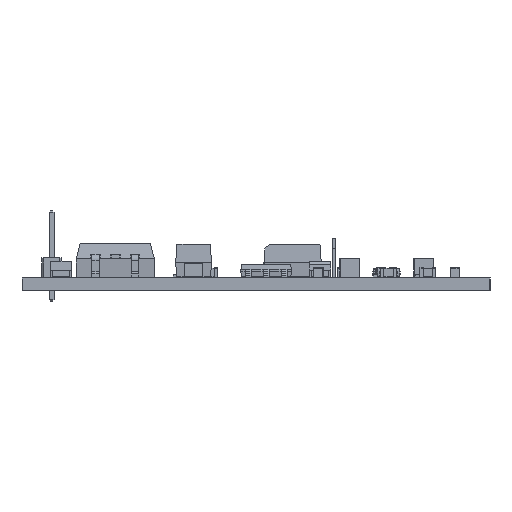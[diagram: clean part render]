
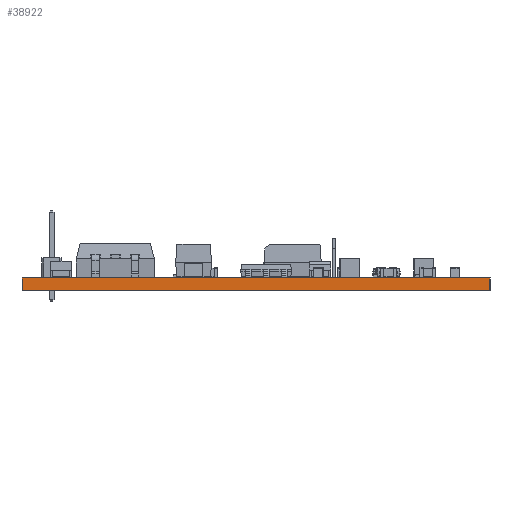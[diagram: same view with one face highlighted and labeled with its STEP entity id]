
A CAD part, left-side view. The second image highlights one B-rep face of the part: STEP entity #38922.
In plain terms, the highlighted planar face has unit normal (-1, 0, 0).
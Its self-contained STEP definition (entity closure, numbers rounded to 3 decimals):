
#38922 = ADVANCED_FACE('',(#38923),#38937,.T.);
#38923 = FACE_BOUND('',#38924,.T.);
#38924 = EDGE_LOOP('',(#38925,#38960,#38988,#39016));
#38925 = ORIENTED_EDGE('',*,*,#38926,.T.);
#38926 = EDGE_CURVE('',#38927,#38929,#38931,.T.);
#38927 = VERTEX_POINT('',#38928);
#38928 = CARTESIAN_POINT('',(0.,0.,0.));
#38929 = VERTEX_POINT('',#38930);
#38930 = CARTESIAN_POINT('',(0.,0.,1.55));
#38931 = SURFACE_CURVE('',#38932,(#38936,#38948),.PCURVE_S1.);
#38932 = LINE('',#38933,#38934);
#38933 = CARTESIAN_POINT('',(0.,0.,0.));
#38934 = VECTOR('',#38935,1.);
#38935 = DIRECTION('',(0.,0.,1.));
#38936 = PCURVE('',#38937,#38942);
#38937 = PLANE('',#38938);
#38938 = AXIS2_PLACEMENT_3D('',#38939,#38940,#38941);
#38939 = CARTESIAN_POINT('',(0.,0.,0.));
#38940 = DIRECTION('',(-1.,0.,0.));
#38941 = DIRECTION('',(0.,1.,0.));
#38942 = DEFINITIONAL_REPRESENTATION('',(#38943),#38947);
#38943 = LINE('',#38944,#38945);
#38944 = CARTESIAN_POINT('',(0.,0.));
#38945 = VECTOR('',#38946,1.);
#38946 = DIRECTION('',(0.,-1.));
#38947 = ( GEOMETRIC_REPRESENTATION_CONTEXT(2) 
PARAMETRIC_REPRESENTATION_CONTEXT() REPRESENTATION_CONTEXT('2D SPACE',''
  ) );
#38948 = PCURVE('',#38949,#38954);
#38949 = PLANE('',#38950);
#38950 = AXIS2_PLACEMENT_3D('',#38951,#38952,#38953);
#38951 = CARTESIAN_POINT('',(166.,0.,0.));
#38952 = DIRECTION('',(0.,-1.,0.));
#38953 = DIRECTION('',(-1.,0.,0.));
#38954 = DEFINITIONAL_REPRESENTATION('',(#38955),#38959);
#38955 = LINE('',#38956,#38957);
#38956 = CARTESIAN_POINT('',(166.,0.));
#38957 = VECTOR('',#38958,1.);
#38958 = DIRECTION('',(0.,-1.));
#38959 = ( GEOMETRIC_REPRESENTATION_CONTEXT(2) 
PARAMETRIC_REPRESENTATION_CONTEXT() REPRESENTATION_CONTEXT('2D SPACE',''
  ) );
#38960 = ORIENTED_EDGE('',*,*,#38961,.T.);
#38961 = EDGE_CURVE('',#38929,#38962,#38964,.T.);
#38962 = VERTEX_POINT('',#38963);
#38963 = CARTESIAN_POINT('',(0.,60.,1.55));
#38964 = SURFACE_CURVE('',#38965,(#38969,#38976),.PCURVE_S1.);
#38965 = LINE('',#38966,#38967);
#38966 = CARTESIAN_POINT('',(0.,0.,1.55));
#38967 = VECTOR('',#38968,1.);
#38968 = DIRECTION('',(0.,1.,0.));
#38969 = PCURVE('',#38937,#38970);
#38970 = DEFINITIONAL_REPRESENTATION('',(#38971),#38975);
#38971 = LINE('',#38972,#38973);
#38972 = CARTESIAN_POINT('',(0.,-1.55));
#38973 = VECTOR('',#38974,1.);
#38974 = DIRECTION('',(1.,0.));
#38975 = ( GEOMETRIC_REPRESENTATION_CONTEXT(2) 
PARAMETRIC_REPRESENTATION_CONTEXT() REPRESENTATION_CONTEXT('2D SPACE',''
  ) );
#38976 = PCURVE('',#38977,#38982);
#38977 = PLANE('',#38978);
#38978 = AXIS2_PLACEMENT_3D('',#38979,#38980,#38981);
#38979 = CARTESIAN_POINT('',(83.,29.828,1.55));
#38980 = DIRECTION('',(0.,0.,-1.));
#38981 = DIRECTION('',(-1.,0.,0.));
#38982 = DEFINITIONAL_REPRESENTATION('',(#38983),#38987);
#38983 = LINE('',#38984,#38985);
#38984 = CARTESIAN_POINT('',(83.,-29.828));
#38985 = VECTOR('',#38986,1.);
#38986 = DIRECTION('',(0.,1.));
#38987 = ( GEOMETRIC_REPRESENTATION_CONTEXT(2) 
PARAMETRIC_REPRESENTATION_CONTEXT() REPRESENTATION_CONTEXT('2D SPACE',''
  ) );
#38988 = ORIENTED_EDGE('',*,*,#38989,.F.);
#38989 = EDGE_CURVE('',#38990,#38962,#38992,.T.);
#38990 = VERTEX_POINT('',#38991);
#38991 = CARTESIAN_POINT('',(0.,60.,0.));
#38992 = SURFACE_CURVE('',#38993,(#38997,#39004),.PCURVE_S1.);
#38993 = LINE('',#38994,#38995);
#38994 = CARTESIAN_POINT('',(0.,60.,0.));
#38995 = VECTOR('',#38996,1.);
#38996 = DIRECTION('',(0.,0.,1.));
#38997 = PCURVE('',#38937,#38998);
#38998 = DEFINITIONAL_REPRESENTATION('',(#38999),#39003);
#38999 = LINE('',#39000,#39001);
#39000 = CARTESIAN_POINT('',(60.,0.));
#39001 = VECTOR('',#39002,1.);
#39002 = DIRECTION('',(0.,-1.));
#39003 = ( GEOMETRIC_REPRESENTATION_CONTEXT(2) 
PARAMETRIC_REPRESENTATION_CONTEXT() REPRESENTATION_CONTEXT('2D SPACE',''
  ) );
#39004 = PCURVE('',#39005,#39010);
#39005 = PLANE('',#39006);
#39006 = AXIS2_PLACEMENT_3D('',#39007,#39008,#39009);
#39007 = CARTESIAN_POINT('',(0.,60.,0.));
#39008 = DIRECTION('',(0.,1.,0.));
#39009 = DIRECTION('',(1.,0.,0.));
#39010 = DEFINITIONAL_REPRESENTATION('',(#39011),#39015);
#39011 = LINE('',#39012,#39013);
#39012 = CARTESIAN_POINT('',(0.,0.));
#39013 = VECTOR('',#39014,1.);
#39014 = DIRECTION('',(0.,-1.));
#39015 = ( GEOMETRIC_REPRESENTATION_CONTEXT(2) 
PARAMETRIC_REPRESENTATION_CONTEXT() REPRESENTATION_CONTEXT('2D SPACE',''
  ) );
#39016 = ORIENTED_EDGE('',*,*,#39017,.F.);
#39017 = EDGE_CURVE('',#38927,#38990,#39018,.T.);
#39018 = SURFACE_CURVE('',#39019,(#39023,#39030),.PCURVE_S1.);
#39019 = LINE('',#39020,#39021);
#39020 = CARTESIAN_POINT('',(0.,0.,0.));
#39021 = VECTOR('',#39022,1.);
#39022 = DIRECTION('',(0.,1.,0.));
#39023 = PCURVE('',#38937,#39024);
#39024 = DEFINITIONAL_REPRESENTATION('',(#39025),#39029);
#39025 = LINE('',#39026,#39027);
#39026 = CARTESIAN_POINT('',(0.,0.));
#39027 = VECTOR('',#39028,1.);
#39028 = DIRECTION('',(1.,0.));
#39029 = ( GEOMETRIC_REPRESENTATION_CONTEXT(2) 
PARAMETRIC_REPRESENTATION_CONTEXT() REPRESENTATION_CONTEXT('2D SPACE',''
  ) );
#39030 = PCURVE('',#39031,#39036);
#39031 = PLANE('',#39032);
#39032 = AXIS2_PLACEMENT_3D('',#39033,#39034,#39035);
#39033 = CARTESIAN_POINT('',(83.,29.828,0.));
#39034 = DIRECTION('',(0.,0.,-1.));
#39035 = DIRECTION('',(-1.,0.,0.));
#39036 = DEFINITIONAL_REPRESENTATION('',(#39037),#39041);
#39037 = LINE('',#39038,#39039);
#39038 = CARTESIAN_POINT('',(83.,-29.828));
#39039 = VECTOR('',#39040,1.);
#39040 = DIRECTION('',(0.,1.));
#39041 = ( GEOMETRIC_REPRESENTATION_CONTEXT(2) 
PARAMETRIC_REPRESENTATION_CONTEXT() REPRESENTATION_CONTEXT('2D SPACE',''
  ) );
